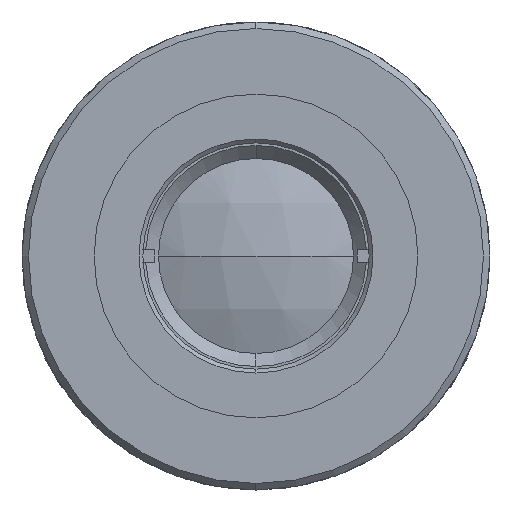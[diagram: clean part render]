
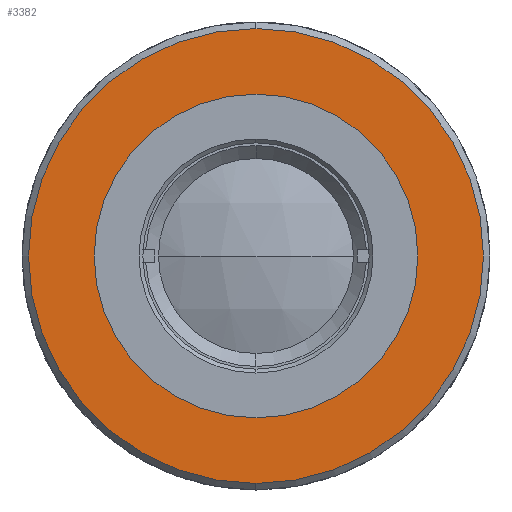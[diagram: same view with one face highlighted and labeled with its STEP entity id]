
A CAD part, left-side view. The second image highlights one B-rep face of the part: STEP entity #3382.
In plain terms, the highlighted planar face has unit normal (-1, 0, 0).
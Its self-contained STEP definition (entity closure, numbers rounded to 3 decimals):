
#80 = EDGE_LOOP ( 'NONE', ( #3086, #2920 ) ) ;
#81 = CARTESIAN_POINT ( 'NONE',  ( -5.003, 0., 17.5 ) ) ;
#374 = CARTESIAN_POINT ( 'NONE',  ( -5.003, 0., 0. ) ) ;
#689 = DIRECTION ( 'NONE',  ( -1., 0., 0. ) ) ;
#730 = DIRECTION ( 'NONE',  ( 0., 0., 1. ) ) ;
#797 = VERTEX_POINT ( 'NONE', #3074 ) ;
#815 = AXIS2_PLACEMENT_3D ( 'NONE', #4677, #2956, #3273 ) ;
#1060 = ORIENTED_EDGE ( 'NONE', *, *, #3569, .T. ) ;
#1469 = DIRECTION ( 'NONE',  ( 0., 0., -1. ) ) ;
#1817 = CIRCLE ( 'NONE', #2965, 12.45 ) ;
#2020 = AXIS2_PLACEMENT_3D ( 'NONE', #4337, #3606, #1469 ) ;
#2034 = DIRECTION ( 'NONE',  ( 1., 0., 0. ) ) ;
#2320 = AXIS2_PLACEMENT_3D ( 'NONE', #2412, #2442, #3895 ) ;
#2350 = EDGE_CURVE ( 'NONE', #2694, #4040, #4074, .T. ) ;
#2389 = CARTESIAN_POINT ( 'NONE',  ( -5.003, 18., 0. ) ) ;
#2406 = CIRCLE ( 'NONE', #2320, 12.45 ) ;
#2412 = CARTESIAN_POINT ( 'NONE',  ( -5.003, 0., 0. ) ) ;
#2442 = DIRECTION ( 'NONE',  ( -1., 0., 0. ) ) ;
#2594 = AXIS2_PLACEMENT_3D ( 'NONE', #2389, #2034, #3488 ) ;
#2694 = VERTEX_POINT ( 'NONE', #4657 ) ;
#2920 = ORIENTED_EDGE ( 'NONE', *, *, #3898, .F. ) ;
#2956 = DIRECTION ( 'NONE',  ( -1., 0., 0. ) ) ;
#2965 = AXIS2_PLACEMENT_3D ( 'NONE', #374, #689, #730 ) ;
#3074 = CARTESIAN_POINT ( 'NONE',  ( -5.003, 0., 12.45 ) ) ;
#3086 = ORIENTED_EDGE ( 'NONE', *, *, #3428, .F. ) ;
#3210 = VERTEX_POINT ( 'NONE', #4022 ) ;
#3273 = DIRECTION ( 'NONE',  ( 0., 0., -1. ) ) ;
#3352 = EDGE_LOOP ( 'NONE', ( #3667, #1060 ) ) ;
#3382 = ADVANCED_FACE ( 'NONE', ( #3845, #4200 ), #3536, .F. ) ;
#3428 = EDGE_CURVE ( 'NONE', #797, #3210, #2406, .T. ) ;
#3488 = DIRECTION ( 'NONE',  ( 0., 0., -1. ) ) ;
#3536 = PLANE ( 'NONE',  #2594 ) ;
#3569 = EDGE_CURVE ( 'NONE', #4040, #2694, #4540, .T. ) ;
#3606 = DIRECTION ( 'NONE',  ( -1., 0., 0. ) ) ;
#3667 = ORIENTED_EDGE ( 'NONE', *, *, #2350, .T. ) ;
#3845 = FACE_OUTER_BOUND ( 'NONE', #3352, .T. ) ;
#3895 = DIRECTION ( 'NONE',  ( 0., 0., 1. ) ) ;
#3898 = EDGE_CURVE ( 'NONE', #3210, #797, #1817, .T. ) ;
#4022 = CARTESIAN_POINT ( 'NONE',  ( -5.003, 0., -12.45 ) ) ;
#4040 = VERTEX_POINT ( 'NONE', #81 ) ;
#4074 = CIRCLE ( 'NONE', #2020, 17.5 ) ;
#4200 = FACE_BOUND ( 'NONE', #80, .T. ) ;
#4337 = CARTESIAN_POINT ( 'NONE',  ( -5.003, 0., 0. ) ) ;
#4540 = CIRCLE ( 'NONE', #815, 17.5 ) ;
#4657 = CARTESIAN_POINT ( 'NONE',  ( -5.003, 0., -17.5 ) ) ;
#4677 = CARTESIAN_POINT ( 'NONE',  ( -5.003, 0., 0. ) ) ;
